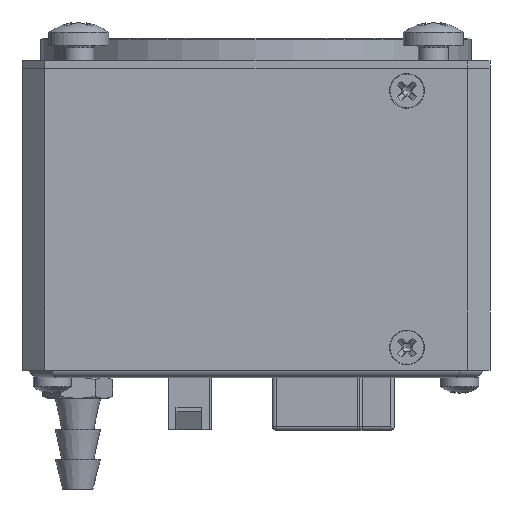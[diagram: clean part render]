
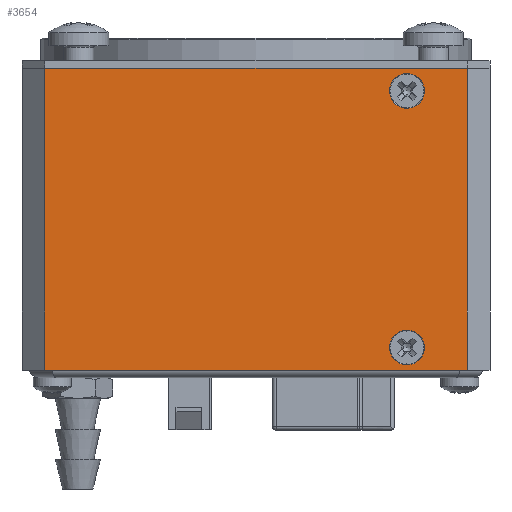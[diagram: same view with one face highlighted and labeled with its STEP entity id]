
A CAD part, front view. The second image highlights one B-rep face of the part: STEP entity #3654.
In plain terms, the highlighted planar face has unit normal (0, -1, 0).
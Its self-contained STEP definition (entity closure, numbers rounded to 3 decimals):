
#2818 = VERTEX_POINT('',#2819);
#2819 = CARTESIAN_POINT('',(28.,-31.,42.));
#2825 = EDGE_CURVE('',#2826,#2818,#2828,.T.);
#2826 = VERTEX_POINT('',#2827);
#2827 = CARTESIAN_POINT('',(-28.,-31.,42.));
#2828 = LINE('',#2829,#2830);
#2829 = CARTESIAN_POINT('',(-28.,-31.,42.));
#2830 = VECTOR('',#2831,1.);
#2831 = DIRECTION('',(1.,0.,0.));
#3473 = VERTEX_POINT('',#3474);
#3474 = CARTESIAN_POINT('',(-28.,-31.,2.));
#3480 = EDGE_CURVE('',#3473,#3481,#3483,.T.);
#3481 = VERTEX_POINT('',#3482);
#3482 = CARTESIAN_POINT('',(28.,-31.,2.));
#3483 = LINE('',#3484,#3485);
#3484 = CARTESIAN_POINT('',(-28.,-31.,2.));
#3485 = VECTOR('',#3486,1.);
#3486 = DIRECTION('',(1.,0.,0.));
#3641 = EDGE_CURVE('',#3481,#2818,#3642,.T.);
#3642 = LINE('',#3643,#3644);
#3643 = CARTESIAN_POINT('',(28.,-31.,2.));
#3644 = VECTOR('',#3645,1.);
#3645 = DIRECTION('',(0.,0.,1.));
#3654 = ADVANCED_FACE('',(#3655,#3666,#3686),#3706,.T.);
#3655 = FACE_BOUND('',#3656,.F.);
#3656 = EDGE_LOOP('',(#3657,#3663,#3664,#3665));
#3657 = ORIENTED_EDGE('',*,*,#3658,.T.);
#3658 = EDGE_CURVE('',#3473,#2826,#3659,.T.);
#3659 = LINE('',#3660,#3661);
#3660 = CARTESIAN_POINT('',(-28.,-31.,2.));
#3661 = VECTOR('',#3662,1.);
#3662 = DIRECTION('',(0.,0.,1.));
#3663 = ORIENTED_EDGE('',*,*,#2825,.T.);
#3664 = ORIENTED_EDGE('',*,*,#3641,.F.);
#3665 = ORIENTED_EDGE('',*,*,#3480,.F.);
#3666 = FACE_BOUND('',#3667,.F.);
#3667 = EDGE_LOOP('',(#3668,#3679));
#3668 = ORIENTED_EDGE('',*,*,#3669,.F.);
#3669 = EDGE_CURVE('',#3670,#3672,#3674,.T.);
#3670 = VERTEX_POINT('',#3671);
#3671 = CARTESIAN_POINT('',(20.,-31.,7.3));
#3672 = VERTEX_POINT('',#3673);
#3673 = CARTESIAN_POINT('',(20.,-31.,2.7));
#3674 = CIRCLE('',#3675,2.3);
#3675 = AXIS2_PLACEMENT_3D('',#3676,#3677,#3678);
#3676 = CARTESIAN_POINT('',(20.,-31.,5.));
#3677 = DIRECTION('',(0.,1.,0.));
#3678 = DIRECTION('',(0.,-0.,1.));
#3679 = ORIENTED_EDGE('',*,*,#3680,.F.);
#3680 = EDGE_CURVE('',#3672,#3670,#3681,.T.);
#3681 = CIRCLE('',#3682,2.3);
#3682 = AXIS2_PLACEMENT_3D('',#3683,#3684,#3685);
#3683 = CARTESIAN_POINT('',(20.,-31.,5.));
#3684 = DIRECTION('',(0.,1.,0.));
#3685 = DIRECTION('',(0.,0.,-1.));
#3686 = FACE_BOUND('',#3687,.F.);
#3687 = EDGE_LOOP('',(#3688,#3699));
#3688 = ORIENTED_EDGE('',*,*,#3689,.F.);
#3689 = EDGE_CURVE('',#3690,#3692,#3694,.T.);
#3690 = VERTEX_POINT('',#3691);
#3691 = CARTESIAN_POINT('',(20.,-31.,41.3));
#3692 = VERTEX_POINT('',#3693);
#3693 = CARTESIAN_POINT('',(20.,-31.,36.7));
#3694 = CIRCLE('',#3695,2.3);
#3695 = AXIS2_PLACEMENT_3D('',#3696,#3697,#3698);
#3696 = CARTESIAN_POINT('',(20.,-31.,39.));
#3697 = DIRECTION('',(0.,1.,0.));
#3698 = DIRECTION('',(0.,-0.,1.));
#3699 = ORIENTED_EDGE('',*,*,#3700,.F.);
#3700 = EDGE_CURVE('',#3692,#3690,#3701,.T.);
#3701 = CIRCLE('',#3702,2.3);
#3702 = AXIS2_PLACEMENT_3D('',#3703,#3704,#3705);
#3703 = CARTESIAN_POINT('',(20.,-31.,39.));
#3704 = DIRECTION('',(0.,1.,0.));
#3705 = DIRECTION('',(0.,0.,-1.));
#3706 = PLANE('',#3707);
#3707 = AXIS2_PLACEMENT_3D('',#3708,#3709,#3710);
#3708 = CARTESIAN_POINT('',(-31.,-31.,0.));
#3709 = DIRECTION('',(0.,-1.,0.));
#3710 = DIRECTION('',(1.,0.,0.));
